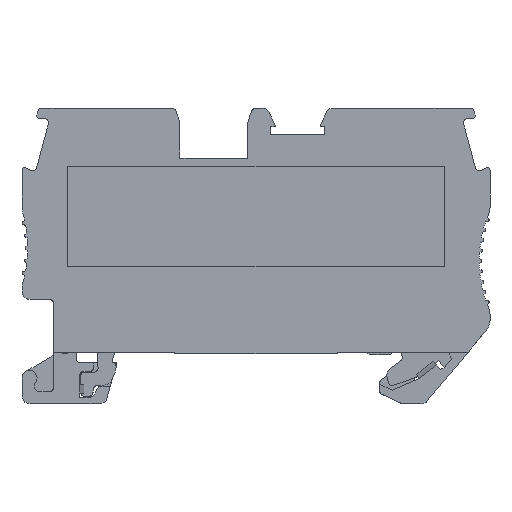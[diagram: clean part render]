
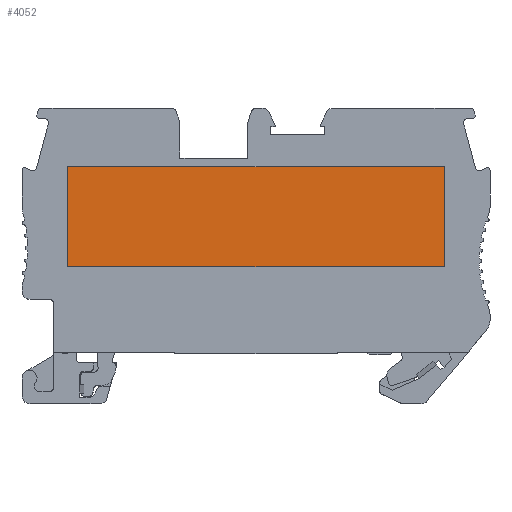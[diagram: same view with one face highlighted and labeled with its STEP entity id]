
A CAD part, top view. The second image highlights one B-rep face of the part: STEP entity #4052.
In plain terms, the highlighted planar face has unit normal (0, 0, 1).
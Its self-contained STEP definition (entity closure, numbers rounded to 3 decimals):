
#4052=ADVANCED_FACE('',(#7940),#7942,.F.);
#7940=FACE_BOUND('',#7941,.T.);
#7941=EDGE_LOOP('',(#11304,#11305,#11306,#11307));
#7942=PLANE('',#7943);
#7943=AXIS2_PLACEMENT_3D('',#7944,#7945,#7946);
#7944=CARTESIAN_POINT('',(-22.5,16.5,6.9));
#7945=DIRECTION('',(0.,0.,-1.));
#7946=DIRECTION('',(-1.,0.,0.));
#11304=ORIENTED_EDGE('',*,*,#13494,.T.);
#11305=ORIENTED_EDGE('',*,*,#13495,.T.);
#11306=ORIENTED_EDGE('',*,*,#13496,.F.);
#11307=ORIENTED_EDGE('',*,*,#13497,.F.);
#13494=EDGE_CURVE('',#16076,#16077,#16078,.T.);
#13495=EDGE_CURVE('',#16077,#16079,#16080,.T.);
#13496=EDGE_CURVE('',#16081,#16079,#16082,.T.);
#13497=EDGE_CURVE('',#16076,#16081,#16083,.T.);
#16076=VERTEX_POINT('',#22107);
#16077=VERTEX_POINT('',#22108);
#16078=LINE('',#22109,#22110);
#16079=VERTEX_POINT('',#22112);
#16080=LINE('',#22113,#22114);
#16081=VERTEX_POINT('',#22116);
#16082=LINE('',#22117,#22118);
#16083=LINE('',#22120,#22121);
#22107=CARTESIAN_POINT('',(-22.5,16.5,6.9));
#22108=CARTESIAN_POINT('',(-22.5,4.5,6.9));
#22109=CARTESIAN_POINT('',(-22.5,16.5,6.9));
#22110=VECTOR('',#22111,1.);
#22111=DIRECTION('',(0.,-1.,0.));
#22112=CARTESIAN_POINT('',(22.5,4.5,6.9));
#22113=CARTESIAN_POINT('',(-22.5,4.5,6.9));
#22114=VECTOR('',#22115,1.);
#22115=DIRECTION('',(1.,0.,0.));
#22116=CARTESIAN_POINT('',(22.5,16.5,6.9));
#22117=CARTESIAN_POINT('',(22.5,16.5,6.9));
#22118=VECTOR('',#22119,1.);
#22119=DIRECTION('',(0.,-1.,0.));
#22120=CARTESIAN_POINT('',(-22.5,16.5,6.9));
#22121=VECTOR('',#22122,1.);
#22122=DIRECTION('',(1.,0.,0.));
